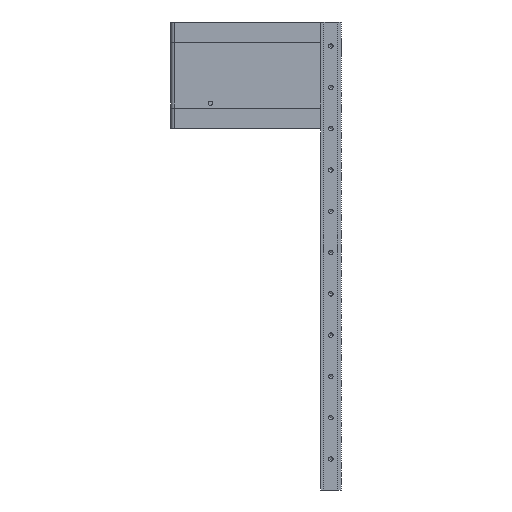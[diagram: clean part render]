
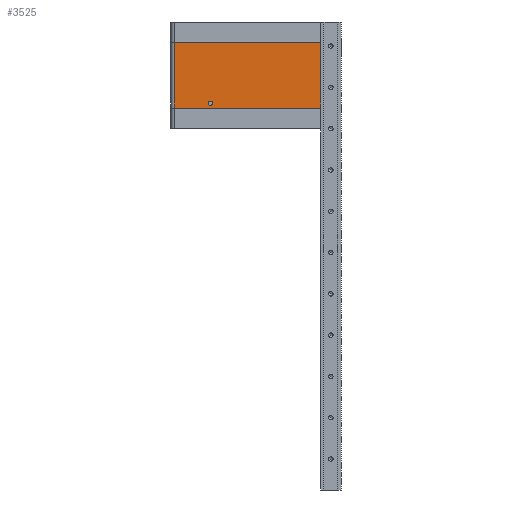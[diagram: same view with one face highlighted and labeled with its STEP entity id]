
A CAD part, left-side view. The second image highlights one B-rep face of the part: STEP entity #3525.
In plain terms, the highlighted planar face has unit normal (-1, 0, 0).
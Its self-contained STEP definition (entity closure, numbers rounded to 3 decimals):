
#77 = PLANE('',#78);
#78 = AXIS2_PLACEMENT_3D('',#79,#80,#81);
#79 = CARTESIAN_POINT('',(-62.5,-155.,0.));
#80 = DIRECTION('',(-1.,0.,0.));
#81 = DIRECTION('',(0.,1.,0.));
#105 = PLANE('',#106);
#106 = AXIS2_PLACEMENT_3D('',#107,#108,#109);
#107 = CARTESIAN_POINT('',(70.,-155.,-185.));
#108 = DIRECTION('',(0.,1.,0.));
#109 = DIRECTION('',(0.,0.,1.));
#980 = VERTEX_POINT('',#981);
#981 = CARTESIAN_POINT('',(-62.5,57.5,30.));
#998 = CYLINDRICAL_SURFACE('',#999,5.);
#999 = AXIS2_PLACEMENT_3D('',#1000,#1001,#1002);
#1000 = CARTESIAN_POINT('',(-57.5,57.5,125.));
#1001 = DIRECTION('',(0.,0.,-1.));
#1002 = DIRECTION('',(-1.,-0.,-0.));
#1058 = VERTEX_POINT('',#1059);
#1059 = CARTESIAN_POINT('',(-62.5,-155.,30.));
#1080 = EDGE_CURVE('',#1058,#980,#1081,.T.);
#1081 = SURFACE_CURVE('',#1082,(#1086,#1093),.PCURVE_S1.);
#1082 = LINE('',#1083,#1084);
#1083 = CARTESIAN_POINT('',(-62.5,-155.,30.));
#1084 = VECTOR('',#1085,1.);
#1085 = DIRECTION('',(0.,1.,0.));
#1086 = PCURVE('',#77,#1087);
#1087 = DEFINITIONAL_REPRESENTATION('',(#1088),#1092);
#1088 = LINE('',#1089,#1090);
#1089 = CARTESIAN_POINT('',(0.,-30.));
#1090 = VECTOR('',#1091,1.);
#1091 = DIRECTION('',(1.,0.));
#1092 = ( GEOMETRIC_REPRESENTATION_CONTEXT(2) 
PARAMETRIC_REPRESENTATION_CONTEXT() REPRESENTATION_CONTEXT('2D SPACE',''
  ) );
#1093 = PCURVE('',#1094,#1099);
#1094 = PLANE('',#1095);
#1095 = AXIS2_PLACEMENT_3D('',#1096,#1097,#1098);
#1096 = CARTESIAN_POINT('',(-62.5,-155.,125.));
#1097 = DIRECTION('',(1.,0.,0.));
#1098 = DIRECTION('',(0.,1.,0.));
#1099 = DEFINITIONAL_REPRESENTATION('',(#1100),#1104);
#1100 = LINE('',#1101,#1102);
#1101 = CARTESIAN_POINT('',(0.,-95.));
#1102 = VECTOR('',#1103,1.);
#1103 = DIRECTION('',(1.,0.));
#1104 = ( GEOMETRIC_REPRESENTATION_CONTEXT(2) 
PARAMETRIC_REPRESENTATION_CONTEXT() REPRESENTATION_CONTEXT('2D SPACE',''
  ) );
#1274 = VERTEX_POINT('',#1275);
#1275 = CARTESIAN_POINT('',(-62.5,-155.,125.));
#1289 = PLANE('',#1290);
#1290 = AXIS2_PLACEMENT_3D('',#1291,#1292,#1293);
#1291 = CARTESIAN_POINT('',(-62.5,-155.,125.));
#1292 = DIRECTION('',(-1.,0.,0.));
#1293 = DIRECTION('',(0.,1.,0.));
#1301 = EDGE_CURVE('',#1274,#1058,#1302,.T.);
#1302 = SURFACE_CURVE('',#1303,(#1307,#1314),.PCURVE_S1.);
#1303 = LINE('',#1304,#1305);
#1304 = CARTESIAN_POINT('',(-62.5,-155.,125.));
#1305 = VECTOR('',#1306,1.);
#1306 = DIRECTION('',(0.,0.,-1.));
#1307 = PCURVE('',#105,#1308);
#1308 = DEFINITIONAL_REPRESENTATION('',(#1309),#1313);
#1309 = LINE('',#1310,#1311);
#1310 = CARTESIAN_POINT('',(310.,-132.5));
#1311 = VECTOR('',#1312,1.);
#1312 = DIRECTION('',(-1.,0.));
#1313 = ( GEOMETRIC_REPRESENTATION_CONTEXT(2) 
PARAMETRIC_REPRESENTATION_CONTEXT() REPRESENTATION_CONTEXT('2D SPACE',''
  ) );
#1314 = PCURVE('',#1094,#1315);
#1315 = DEFINITIONAL_REPRESENTATION('',(#1316),#1320);
#1316 = LINE('',#1317,#1318);
#1317 = CARTESIAN_POINT('',(0.,0.));
#1318 = VECTOR('',#1319,1.);
#1319 = DIRECTION('',(0.,-1.));
#1320 = ( GEOMETRIC_REPRESENTATION_CONTEXT(2) 
PARAMETRIC_REPRESENTATION_CONTEXT() REPRESENTATION_CONTEXT('2D SPACE',''
  ) );
#3480 = VERTEX_POINT('',#3481);
#3481 = CARTESIAN_POINT('',(-62.5,57.5,125.));
#3505 = EDGE_CURVE('',#3480,#980,#3506,.T.);
#3506 = SURFACE_CURVE('',#3507,(#3511,#3518),.PCURVE_S1.);
#3507 = LINE('',#3508,#3509);
#3508 = CARTESIAN_POINT('',(-62.5,57.5,125.));
#3509 = VECTOR('',#3510,1.);
#3510 = DIRECTION('',(0.,0.,-1.));
#3511 = PCURVE('',#998,#3512);
#3512 = DEFINITIONAL_REPRESENTATION('',(#3513),#3517);
#3513 = LINE('',#3514,#3515);
#3514 = CARTESIAN_POINT('',(0.,0.));
#3515 = VECTOR('',#3516,1.);
#3516 = DIRECTION('',(0.,1.));
#3517 = ( GEOMETRIC_REPRESENTATION_CONTEXT(2) 
PARAMETRIC_REPRESENTATION_CONTEXT() REPRESENTATION_CONTEXT('2D SPACE',''
  ) );
#3518 = PCURVE('',#1094,#3519);
#3519 = DEFINITIONAL_REPRESENTATION('',(#3520),#3524);
#3520 = LINE('',#3521,#3522);
#3521 = CARTESIAN_POINT('',(212.5,0.));
#3522 = VECTOR('',#3523,1.);
#3523 = DIRECTION('',(0.,-1.));
#3524 = ( GEOMETRIC_REPRESENTATION_CONTEXT(2) 
PARAMETRIC_REPRESENTATION_CONTEXT() REPRESENTATION_CONTEXT('2D SPACE',''
  ) );
#3525 = ADVANCED_FACE('',(#3526,#3552),#1094,.F.);
#3526 = FACE_BOUND('',#3527,.F.);
#3527 = EDGE_LOOP('',(#3528,#3549,#3550,#3551));
#3528 = ORIENTED_EDGE('',*,*,#3529,.F.);
#3529 = EDGE_CURVE('',#1274,#3480,#3530,.T.);
#3530 = SURFACE_CURVE('',#3531,(#3535,#3542),.PCURVE_S1.);
#3531 = LINE('',#3532,#3533);
#3532 = CARTESIAN_POINT('',(-62.5,-155.,125.));
#3533 = VECTOR('',#3534,1.);
#3534 = DIRECTION('',(0.,1.,0.));
#3535 = PCURVE('',#1094,#3536);
#3536 = DEFINITIONAL_REPRESENTATION('',(#3537),#3541);
#3537 = LINE('',#3538,#3539);
#3538 = CARTESIAN_POINT('',(0.,0.));
#3539 = VECTOR('',#3540,1.);
#3540 = DIRECTION('',(1.,0.));
#3541 = ( GEOMETRIC_REPRESENTATION_CONTEXT(2) 
PARAMETRIC_REPRESENTATION_CONTEXT() REPRESENTATION_CONTEXT('2D SPACE',''
  ) );
#3542 = PCURVE('',#1289,#3543);
#3543 = DEFINITIONAL_REPRESENTATION('',(#3544),#3548);
#3544 = LINE('',#3545,#3546);
#3545 = CARTESIAN_POINT('',(0.,0.));
#3546 = VECTOR('',#3547,1.);
#3547 = DIRECTION('',(1.,0.));
#3548 = ( GEOMETRIC_REPRESENTATION_CONTEXT(2) 
PARAMETRIC_REPRESENTATION_CONTEXT() REPRESENTATION_CONTEXT('2D SPACE',''
  ) );
#3549 = ORIENTED_EDGE('',*,*,#1301,.T.);
#3550 = ORIENTED_EDGE('',*,*,#1080,.T.);
#3551 = ORIENTED_EDGE('',*,*,#3505,.F.);
#3552 = FACE_BOUND('',#3553,.F.);
#3553 = EDGE_LOOP('',(#3554));
#3554 = ORIENTED_EDGE('',*,*,#3555,.T.);
#3555 = EDGE_CURVE('',#3556,#3556,#3558,.T.);
#3556 = VERTEX_POINT('',#3557);
#3557 = CARTESIAN_POINT('',(-62.5,1.8,37.));
#3558 = SURFACE_CURVE('',#3559,(#3564,#3575),.PCURVE_S1.);
#3559 = CIRCLE('',#3560,3.2);
#3560 = AXIS2_PLACEMENT_3D('',#3561,#3562,#3563);
#3561 = CARTESIAN_POINT('',(-62.5,5.,37.));
#3562 = DIRECTION('',(-1.,0.,0.));
#3563 = DIRECTION('',(0.,-1.,0.));
#3564 = PCURVE('',#1094,#3565);
#3565 = DEFINITIONAL_REPRESENTATION('',(#3566),#3574);
#3566 = ( BOUNDED_CURVE() B_SPLINE_CURVE(2,(#3567,#3568,#3569,#3570,
#3571,#3572,#3573),.UNSPECIFIED.,.T.,.F.) B_SPLINE_CURVE_WITH_KNOTS((1,2
    ,2,2,2,1),(-2.094,0.,2.094,4.189,
6.283,8.378),.UNSPECIFIED.) CURVE() 
GEOMETRIC_REPRESENTATION_ITEM() RATIONAL_B_SPLINE_CURVE((1.,0.5,1.,0.5,
1.,0.5,1.)) REPRESENTATION_ITEM('') );
#3567 = CARTESIAN_POINT('',(156.8,-88.));
#3568 = CARTESIAN_POINT('',(156.8,-82.457));
#3569 = CARTESIAN_POINT('',(161.6,-85.229));
#3570 = CARTESIAN_POINT('',(166.4,-88.));
#3571 = CARTESIAN_POINT('',(161.6,-90.771));
#3572 = CARTESIAN_POINT('',(156.8,-93.543));
#3573 = CARTESIAN_POINT('',(156.8,-88.));
#3574 = ( GEOMETRIC_REPRESENTATION_CONTEXT(2) 
PARAMETRIC_REPRESENTATION_CONTEXT() REPRESENTATION_CONTEXT('2D SPACE',''
  ) );
#3575 = PCURVE('',#3576,#3581);
#3576 = CYLINDRICAL_SURFACE('',#3577,3.2);
#3577 = AXIS2_PLACEMENT_3D('',#3578,#3579,#3580);
#3578 = CARTESIAN_POINT('',(-62.5,5.,37.));
#3579 = DIRECTION('',(-1.,0.,0.));
#3580 = DIRECTION('',(0.,-1.,0.));
#3581 = DEFINITIONAL_REPRESENTATION('',(#3582),#3586);
#3582 = LINE('',#3583,#3584);
#3583 = CARTESIAN_POINT('',(0.,0.));
#3584 = VECTOR('',#3585,1.);
#3585 = DIRECTION('',(1.,0.));
#3586 = ( GEOMETRIC_REPRESENTATION_CONTEXT(2) 
PARAMETRIC_REPRESENTATION_CONTEXT() REPRESENTATION_CONTEXT('2D SPACE',''
  ) );
